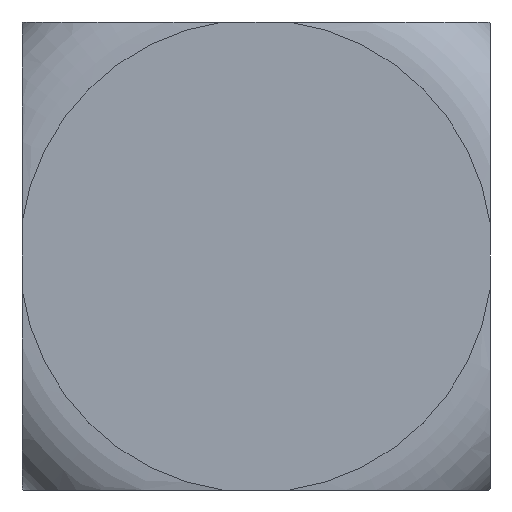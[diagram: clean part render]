
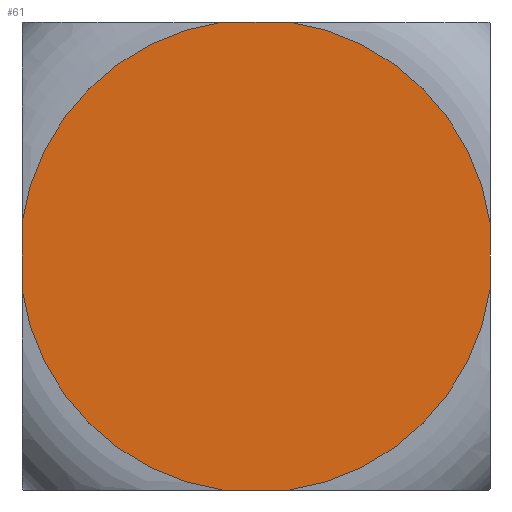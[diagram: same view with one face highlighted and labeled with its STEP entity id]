
A CAD part, left-side view. The second image highlights one B-rep face of the part: STEP entity #61.
In plain terms, the highlighted planar face has unit normal (-1, 0, 0).
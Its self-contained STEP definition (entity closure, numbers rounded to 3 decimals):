
#61 = ADVANCED_FACE( '', ( #132 ), #133, .F. );
#132 = FACE_OUTER_BOUND( '', #213, .T. );
#133 = PLANE( '', #214 );
#213 = EDGE_LOOP( '', ( #330, #331, #332, #333, #334, #335, #336, #337 ) );
#214 = AXIS2_PLACEMENT_3D( '', #338, #339, #340 );
#330 = ORIENTED_EDGE( '', *, *, #466, .F. );
#331 = ORIENTED_EDGE( '', *, *, #497, .F. );
#332 = ORIENTED_EDGE( '', *, *, #498, .F. );
#333 = ORIENTED_EDGE( '', *, *, #499, .F. );
#334 = ORIENTED_EDGE( '', *, *, #474, .F. );
#335 = ORIENTED_EDGE( '', *, *, #500, .F. );
#336 = ORIENTED_EDGE( '', *, *, #484, .F. );
#337 = ORIENTED_EDGE( '', *, *, #501, .F. );
#338 = CARTESIAN_POINT( '', ( 0., 0., 0. ) );
#339 = DIRECTION( '', ( 1., 0., 0. ) );
#340 = DIRECTION( '', ( 0., 0., -1. ) );
#466 = EDGE_CURVE( '', #545, #534, #547, .T. );
#474 = EDGE_CURVE( '', #560, #549, #562, .T. );
#484 = EDGE_CURVE( '', #576, #570, #578, .T. );
#497 = EDGE_CURVE( '', #597, #545, #598, .T. );
#498 = EDGE_CURVE( '', #599, #597, #600, .T. );
#499 = EDGE_CURVE( '', #549, #599, #601, .T. );
#500 = EDGE_CURVE( '', #570, #560, #602, .T. );
#501 = EDGE_CURVE( '', #534, #576, #603, .T. );
#534 = VERTEX_POINT( '', #643 );
#545 = VERTEX_POINT( '', #687 );
#547 = LINE( '', #716, #717 );
#549 = VERTEX_POINT( '', #719 );
#560 = VERTEX_POINT( '', #763 );
#562 = LINE( '', #792, #793 );
#570 = VERTEX_POINT( '', #802 );
#576 = VERTEX_POINT( '', #839 );
#578 = LINE( '', #868, #869 );
#597 = VERTEX_POINT( '', #890 );
#598 = CIRCLE( '', #891, 22.22 );
#599 = VERTEX_POINT( '', #892 );
#600 = LINE( '', #893, #894 );
#601 = CIRCLE( '', #895, 22.22 );
#602 = CIRCLE( '', #896, 22.22 );
#603 = CIRCLE( '', #897, 22.22 );
#643 = CARTESIAN_POINT( '', ( 0., 22., 3.119 ) );
#687 = CARTESIAN_POINT( '', ( 0., 22., -3.119 ) );
#716 = CARTESIAN_POINT( '', ( 0., 22., -22. ) );
#717 = VECTOR( '', #999, 1000. );
#719 = CARTESIAN_POINT( '', ( 0., -22., -3.119 ) );
#763 = CARTESIAN_POINT( '', ( 0., -22., 3.119 ) );
#792 = CARTESIAN_POINT( '', ( 0., -22., 22. ) );
#793 = VECTOR( '', #1004, 1000. );
#802 = CARTESIAN_POINT( '', ( 0., -3.119, 22. ) );
#839 = CARTESIAN_POINT( '', ( 0., 3.119, 22. ) );
#868 = CARTESIAN_POINT( '', ( 0., 22., 22. ) );
#869 = VECTOR( '', #1014, 1000. );
#890 = CARTESIAN_POINT( '', ( 0., 3.119, -22. ) );
#891 = AXIS2_PLACEMENT_3D( '', #1035, #1036, #1037 );
#892 = CARTESIAN_POINT( '', ( 0., -3.119, -22. ) );
#893 = CARTESIAN_POINT( '', ( 0., -22., -22. ) );
#894 = VECTOR( '', #1038, 1000. );
#895 = AXIS2_PLACEMENT_3D( '', #1039, #1040, #1041 );
#896 = AXIS2_PLACEMENT_3D( '', #1042, #1043, #1044 );
#897 = AXIS2_PLACEMENT_3D( '', #1045, #1046, #1047 );
#999 = DIRECTION( '', ( 0., 0., 1. ) );
#1004 = DIRECTION( '', ( 0., 0., -1. ) );
#1014 = DIRECTION( '', ( 0., -1., 0. ) );
#1035 = CARTESIAN_POINT( '', ( 0., 0., 0. ) );
#1036 = DIRECTION( '', ( 1., 0., 0. ) );
#1037 = DIRECTION( '', ( 0., 0., -1. ) );
#1038 = DIRECTION( '', ( 0., 1., 0. ) );
#1039 = CARTESIAN_POINT( '', ( 0., 0., 0. ) );
#1040 = DIRECTION( '', ( 1., 0., 0. ) );
#1041 = DIRECTION( '', ( 0., 0., -1. ) );
#1042 = CARTESIAN_POINT( '', ( 0., 0., 0. ) );
#1043 = DIRECTION( '', ( 1., 0., 0. ) );
#1044 = DIRECTION( '', ( 0., 0., -1. ) );
#1045 = CARTESIAN_POINT( '', ( 0., 0., 0. ) );
#1046 = DIRECTION( '', ( 1., 0., 0. ) );
#1047 = DIRECTION( '', ( 0., 0., -1. ) );
